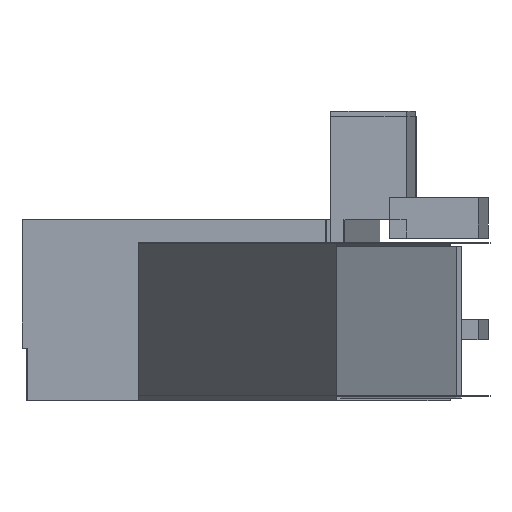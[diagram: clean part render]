
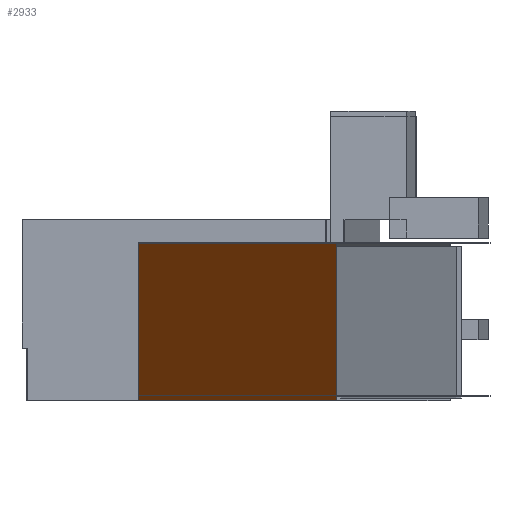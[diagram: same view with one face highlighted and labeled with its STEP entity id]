
A CAD part, front view. The second image highlights one B-rep face of the part: STEP entity #2933.
In plain terms, the highlighted planar face has unit normal (-0.856, -0.518, 0).
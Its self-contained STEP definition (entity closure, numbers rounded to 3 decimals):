
#195=FACE_OUTER_BOUND('',#353,.T.);
#353=EDGE_LOOP('',(#2586,#2587,#2588,#2589,#2590,#2591,#2592,#2593,#2594));
#402=LINE('',#3913,#800);
#506=LINE('',#4130,#904);
#508=LINE('',#4134,#906);
#711=LINE('',#4544,#1109);
#714=LINE('',#4549,#1112);
#735=LINE('',#4588,#1133);
#741=LINE('',#4599,#1139);
#744=LINE('',#4606,#1142);
#747=LINE('',#4612,#1145);
#800=VECTOR('',#3177,10.);
#904=VECTOR('',#3321,10.);
#906=VECTOR('',#3323,10.);
#1109=VECTOR('',#3730,10.);
#1112=VECTOR('',#3735,10.);
#1133=VECTOR('',#3770,10.);
#1139=VECTOR('',#3782,10.);
#1142=VECTOR('',#3791,10.);
#1145=VECTOR('',#3800,10.);
#1190=VERTEX_POINT('',#3910);
#1191=VERTEX_POINT('',#3912);
#1209=VERTEX_POINT('',#3952);
#1212=VERTEX_POINT('',#3958);
#1284=VERTEX_POINT('',#4128);
#1285=VERTEX_POINT('',#4131);
#1286=VERTEX_POINT('',#4133);
#1391=VERTEX_POINT('',#4543);
#1403=VERTEX_POINT('',#4586);
#1449=EDGE_CURVE('',#1190,#1191,#402,.T.);
#1559=EDGE_CURVE('',#1209,#1284,#506,.T.);
#1561=EDGE_CURVE('',#1285,#1286,#508,.T.);
#1776=EDGE_CURVE('',#1212,#1391,#711,.T.);
#1779=EDGE_CURVE('',#1209,#1285,#714,.T.);
#1800=EDGE_CURVE('',#1391,#1403,#735,.T.);
#1806=EDGE_CURVE('',#1286,#1403,#741,.T.);
#1809=EDGE_CURVE('',#1212,#1190,#744,.T.);
#1812=EDGE_CURVE('',#1191,#1284,#747,.T.);
#2586=ORIENTED_EDGE('',*,*,#1559,.T.);
#2587=ORIENTED_EDGE('',*,*,#1812,.F.);
#2588=ORIENTED_EDGE('',*,*,#1449,.F.);
#2589=ORIENTED_EDGE('',*,*,#1809,.F.);
#2590=ORIENTED_EDGE('',*,*,#1776,.T.);
#2591=ORIENTED_EDGE('',*,*,#1800,.T.);
#2592=ORIENTED_EDGE('',*,*,#1806,.F.);
#2593=ORIENTED_EDGE('',*,*,#1561,.F.);
#2594=ORIENTED_EDGE('',*,*,#1779,.F.);
#2789=PLANE('',#3110);
#2933=ADVANCED_FACE('',(#195),#2789,.T.);
#3110=AXIS2_PLACEMENT_3D('',#4611,#3798,#3799);
#3177=DIRECTION('',(0.,0.,-1.));
#3321=DIRECTION('',(0.,0.,-1.));
#3323=DIRECTION('',(0.,0.,1.));
#3730=DIRECTION('',(0.,0.,1.));
#3735=DIRECTION('',(0.,0.,1.));
#3770=DIRECTION('',(0.,0.,1.));
#3782=DIRECTION('',(0.518,-0.856,0.));
#3791=DIRECTION('',(0.,0.,-1.));
#3798=DIRECTION('center_axis',(-0.856,-0.518,0.));
#3799=DIRECTION('ref_axis',(-0.518,0.856,0.));
#3800=DIRECTION('',(-0.518,0.856,0.));
#3910=CARTESIAN_POINT('',(-80.,-10.,74.9));
#3912=CARTESIAN_POINT('',(-80.,-10.,74.));
#3913=CARTESIAN_POINT('',(-80.,-10.,75.));
#3952=CARTESIAN_POINT('',(-118.982,54.44,75.));
#3958=CARTESIAN_POINT('',(-80.,-10.,75.));
#4128=CARTESIAN_POINT('',(-118.982,54.44,74.));
#4130=CARTESIAN_POINT('',(-118.982,54.44,75.));
#4131=CARTESIAN_POINT('',(-118.982,54.44,105.));
#4133=CARTESIAN_POINT('',(-118.982,54.44,105.1));
#4134=CARTESIAN_POINT('',(-118.982,54.44,105.));
#4543=CARTESIAN_POINT('',(-80.,-10.,105.));
#4544=CARTESIAN_POINT('',(-80.,-10.,75.));
#4549=CARTESIAN_POINT('',(-118.982,54.44,75.));
#4586=CARTESIAN_POINT('',(-80.,-10.,105.1));
#4588=CARTESIAN_POINT('',(-80.,-10.,105.));
#4599=CARTESIAN_POINT('',(-118.982,54.44,105.1));
#4606=CARTESIAN_POINT('',(-80.,-10.,75.));
#4611=CARTESIAN_POINT('Origin',(-80.,-10.,75.));
#4612=CARTESIAN_POINT('',(-118.982,54.44,74.));
